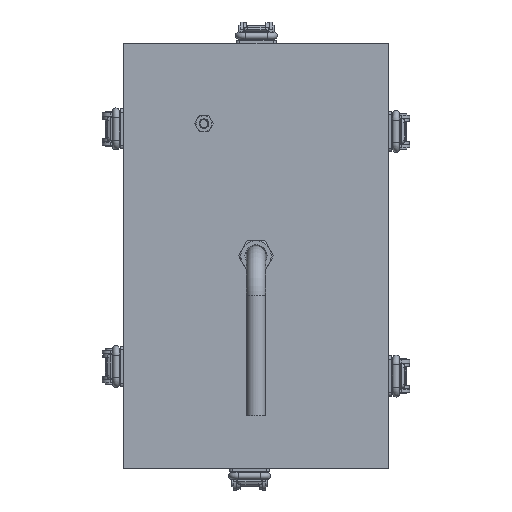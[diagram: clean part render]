
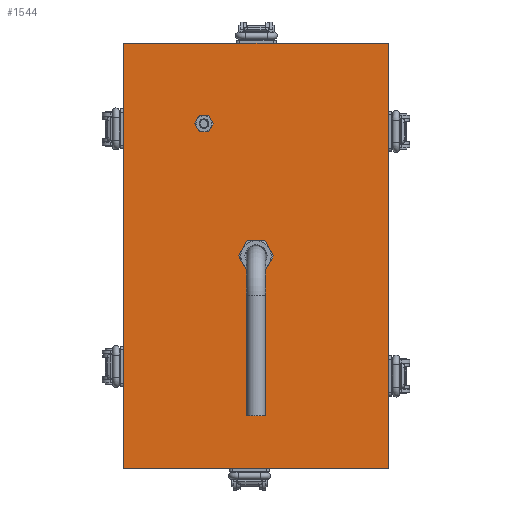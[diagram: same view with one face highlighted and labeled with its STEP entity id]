
A CAD part, top view. The second image highlights one B-rep face of the part: STEP entity #1544.
In plain terms, the highlighted face is planar.
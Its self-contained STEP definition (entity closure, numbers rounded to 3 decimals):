
#1544=ADVANCED_FACE('',(#5769,#5771,#5773),#5775,.F.);
#5769=FACE_BOUND('',#5770,.T.);
#5770=EDGE_LOOP('',(#11981,#11982,#11983,#11984));
#5771=FACE_BOUND('',#5772,.T.);
#5772=EDGE_LOOP('',(#11985));
#5773=FACE_BOUND('',#5774,.T.);
#5774=EDGE_LOOP('',(#11986,#11987,#11988,#11989,#11990,#11991));
#5775=PLANE('',#5776);
#5776=AXIS2_PLACEMENT_3D('',#5777,#5778,#5779);
#5777=CARTESIAN_POINT('',(0.,0.,0.));
#5778=DIRECTION('',(0.,0.,1.));
#5779=DIRECTION('',(-1.,0.,0.));
#11981=ORIENTED_EDGE('',*,*,#14159,.F.);
#11982=ORIENTED_EDGE('',*,*,#14160,.F.);
#11983=ORIENTED_EDGE('',*,*,#14161,.F.);
#11984=ORIENTED_EDGE('',*,*,#14162,.F.);
#11985=ORIENTED_EDGE('',*,*,#14163,.T.);
#11986=ORIENTED_EDGE('',*,*,#14164,.T.);
#11987=ORIENTED_EDGE('',*,*,#14165,.T.);
#11988=ORIENTED_EDGE('',*,*,#14166,.T.);
#11989=ORIENTED_EDGE('',*,*,#14167,.T.);
#11990=ORIENTED_EDGE('',*,*,#14168,.T.);
#11991=ORIENTED_EDGE('',*,*,#14169,.T.);
#14159=EDGE_CURVE('',#16009,#16010,#16011,.T.);
#14160=EDGE_CURVE('',#16012,#16009,#16013,.T.);
#14161=EDGE_CURVE('',#16014,#16012,#16015,.T.);
#14162=EDGE_CURVE('',#16010,#16014,#16016,.T.);
#14163=EDGE_CURVE('',#16017,#16017,#16018,.T.);
#14164=EDGE_CURVE('',#16019,#16020,#16021,.T.);
#14165=EDGE_CURVE('',#16020,#16022,#16023,.T.);
#14166=EDGE_CURVE('',#16022,#16024,#16025,.T.);
#14167=EDGE_CURVE('',#16024,#16026,#16027,.T.);
#14168=EDGE_CURVE('',#16026,#16028,#16029,.T.);
#14169=EDGE_CURVE('',#16028,#16019,#16030,.T.);
#16009=VERTEX_POINT('',#21028);
#16010=VERTEX_POINT('',#21029);
#16011=LINE('',#21030,#21031);
#16012=VERTEX_POINT('',#21033);
#16013=LINE('',#21034,#21035);
#16014=VERTEX_POINT('',#21037);
#16015=LINE('',#21038,#21039);
#16016=LINE('',#21041,#21042);
#16017=VERTEX_POINT('',#21044);
#16018=CIRCLE('',#21045,9.316);
#16019=VERTEX_POINT('',#21049);
#16020=VERTEX_POINT('',#21050);
#16021=LINE('',#21051,#21052);
#16022=VERTEX_POINT('',#21054);
#16023=LINE('',#21055,#21056);
#16024=VERTEX_POINT('',#21058);
#16025=LINE('',#21059,#21060);
#16026=VERTEX_POINT('',#21062);
#16027=LINE('',#21063,#21064);
#16028=VERTEX_POINT('',#21066);
#16029=LINE('',#21067,#21068);
#16030=LINE('',#21070,#21071);
#21028=CARTESIAN_POINT('',(82.5,132.5,0.));
#21029=CARTESIAN_POINT('',(-82.5,132.5,0.));
#21030=CARTESIAN_POINT('',(82.5,132.5,0.));
#21031=VECTOR('',#21032,1.);
#21032=DIRECTION('',(-1.,0.,0.));
#21033=CARTESIAN_POINT('',(82.5,-132.5,0.));
#21034=CARTESIAN_POINT('',(82.5,-132.5,0.));
#21035=VECTOR('',#21036,1.);
#21036=DIRECTION('',(0.,1.,0.));
#21037=CARTESIAN_POINT('',(-82.5,-132.5,0.));
#21038=CARTESIAN_POINT('',(-82.5,-132.5,0.));
#21039=VECTOR('',#21040,1.);
#21040=DIRECTION('',(1.,0.,0.));
#21041=CARTESIAN_POINT('',(-82.5,132.5,0.));
#21042=VECTOR('',#21043,1.);
#21043=DIRECTION('',(0.,-1.,0.));
#21044=CARTESIAN_POINT('',(0.,-9.316,0.));
#21045=AXIS2_PLACEMENT_3D('',#21046,#21047,#21048);
#21046=CARTESIAN_POINT('',(0.,0.,0.));
#21047=DIRECTION('',(0.,0.,1.));
#21048=DIRECTION('',(0.,-1.,0.));
#21049=CARTESIAN_POINT('',(38.273,82.521,0.));
#21050=CARTESIAN_POINT('',(35.368,87.511,0.));
#21051=CARTESIAN_POINT('',(38.273,82.521,0.));
#21052=VECTOR('',#21053,1.);
#21053=DIRECTION('',(-0.503,0.864,0.));
#21054=CARTESIAN_POINT('',(29.595,87.489,0.));
#21055=CARTESIAN_POINT('',(35.368,87.511,0.));
#21056=VECTOR('',#21057,1.);
#21057=DIRECTION('',(-1.,-0.004,0.));
#21058=CARTESIAN_POINT('',(26.727,82.479,0.));
#21059=CARTESIAN_POINT('',(29.595,87.489,0.));
#21060=VECTOR('',#21061,1.);
#21061=DIRECTION('',(-0.497,-0.868,0.));
#21062=CARTESIAN_POINT('',(29.632,77.489,0.));
#21063=CARTESIAN_POINT('',(26.727,82.479,0.));
#21064=VECTOR('',#21065,1.);
#21065=DIRECTION('',(0.503,-0.864,0.));
#21066=CARTESIAN_POINT('',(35.405,77.511,0.));
#21067=CARTESIAN_POINT('',(29.632,77.489,0.));
#21068=VECTOR('',#21069,1.);
#21069=DIRECTION('',(1.,0.004,0.));
#21070=CARTESIAN_POINT('',(35.405,77.511,0.));
#21071=VECTOR('',#21072,1.);
#21072=DIRECTION('',(0.497,0.868,0.));
